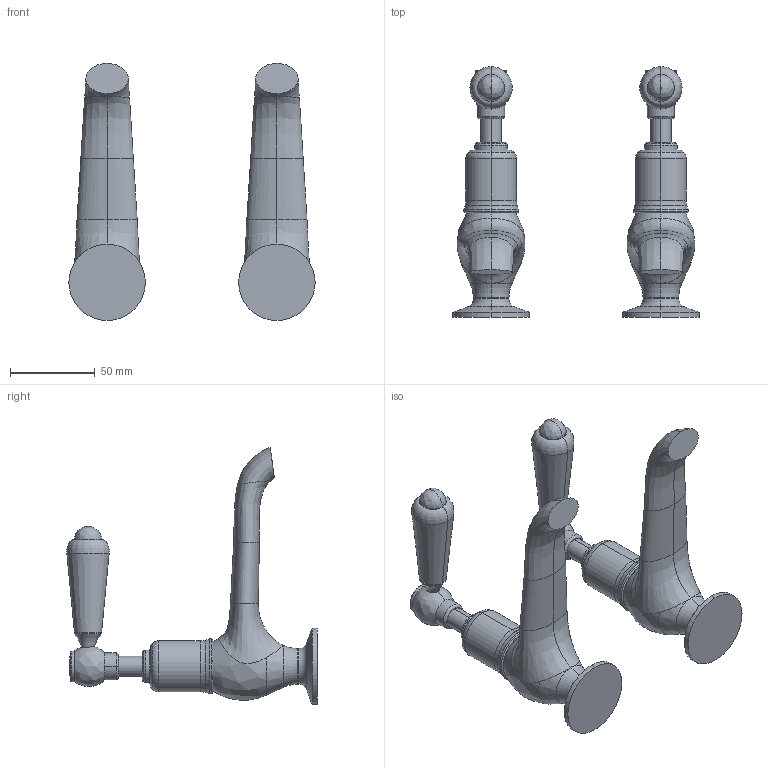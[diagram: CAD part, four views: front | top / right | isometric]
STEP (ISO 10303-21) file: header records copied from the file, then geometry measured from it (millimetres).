
FILE_DESCRIPTION((''),'2;1');
FILE_NAME('85011_ASM','2018-08-12T',('MQ'),(''),'PRO/ENGINEER BY PARAMETRIC TECHNOLOGY CORPORATION, 2012130','PRO/ENGINEER BY PARAMETRIC TECHNOLOGY CORPORATION, 2012130','');
FILE_SCHEMA(('CONFIG_CONTROL_DESIGN'));
Length unit declared in the file: millimetre
Products named in the file (7): MANIFOLD_SOLID_BREP_201; MANIFOLD_SOLID_BREP_202; MANIFOLD_SOLID_BREP_203; MANIFOLD_SOLID_BREP_207; ADMI2EE448OZ_ASM; YIZHI----------; 85011_ASM
Assembly tree (7 placements, depth 3):
  85011_ASM
    ADMI2EE448OZ_ASM
      MANIFOLD_SOLID_BREP_201
      MANIFOLD_SOLID_BREP_202
      MANIFOLD_SOLID_BREP_203
      MANIFOLD_SOLID_BREP_207
    YIZHI----------  x2
Bounding box: 145 x 147.5 x 151.41 mm (x, y, z)
Volume: 279010.7 mm3; surface area: 66071.8 mm2
Topology: 6 solids, 6 shells, 200 faces, 404 edges, 226 vertices
Faces by surface type: torus 60, cylinder 52, bspline 32, plane 28, cone 24, revolution 4
Entity records: 9456 total; most frequent: CARTESIAN_POINT 5880, DIRECTION 818, ORIENTED_EDGE 654, AXIS2_PLACEMENT_3D 375, EDGE_CURVE 327, CIRCLE 221, VERTEX_POINT 183, EDGE_LOOP 178
